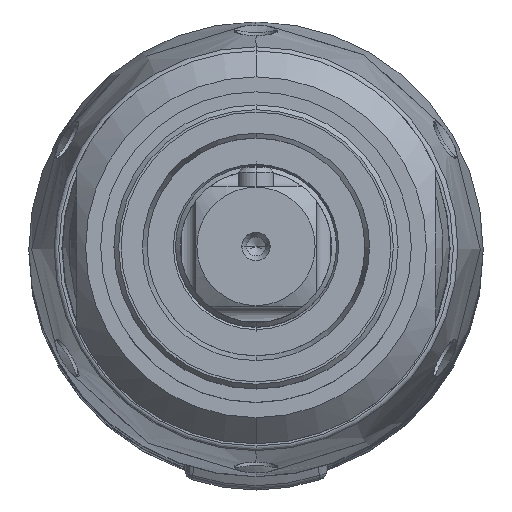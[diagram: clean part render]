
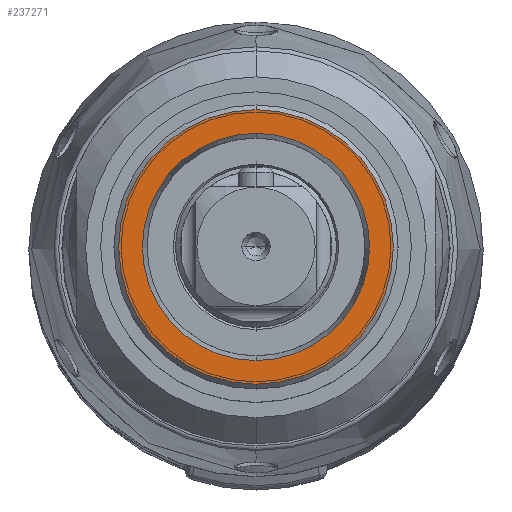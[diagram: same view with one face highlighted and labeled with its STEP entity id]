
A CAD part, top view. The second image highlights one B-rep face of the part: STEP entity #237271.
In plain terms, the highlighted planar face has unit normal (0, 0, 1).
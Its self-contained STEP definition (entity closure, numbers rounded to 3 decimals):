
#236491=CARTESIAN_POINT('',(0.,0.,80.7));
#236492=DIRECTION('',(0.,0.,1.));
#236493=DIRECTION('',(0.,1.,0.));
#236494=AXIS2_PLACEMENT_3D('',#236491,#236492,#236493);
#236509=CARTESIAN_POINT('',(0.,0.,80.7));
#236510=DIRECTION('',(0.,0.,-1.));
#236511=DIRECTION('',(0.,1.,0.));
#236512=AXIS2_PLACEMENT_3D('',#236509,#236510,#236511);
#236514=CARTESIAN_POINT('',(0.,0.,80.7));
#236515=DIRECTION('',(0.,0.,-1.));
#236516=DIRECTION('',(0.,-1.,0.));
#236517=AXIS2_PLACEMENT_3D('',#236514,#236515,#236516);
#236519=CARTESIAN_POINT('',(0.,0.,80.7));
#236520=DIRECTION('',(0.,0.,-1.));
#236521=DIRECTION('',(0.,1.,0.));
#236522=AXIS2_PLACEMENT_3D('',#236519,#236520,#236521);
#236815=CARTESIAN_POINT('',(0.,14.5,80.7));
#236816=CARTESIAN_POINT('',(0.,-14.5,80.7));
#236817=VERTEX_POINT('',#236815);
#236818=VERTEX_POINT('',#236816);
#236863=CARTESIAN_POINT('',(0.,12.,80.7));
#236864=CARTESIAN_POINT('',(0.,-12.,80.7));
#236865=VERTEX_POINT('',#236863);
#236866=VERTEX_POINT('',#236864);
#237255=CARTESIAN_POINT('',(0.,0.,80.7));
#237256=DIRECTION('',(0.,0.,-1.));
#237257=DIRECTION('',(0.,-1.,0.));
#237258=AXIS2_PLACEMENT_3D('',#237255,#237256,#237257);
#237259=PLANE('',#237258);
#237260=ORIENTED_EDGE('',*,*,#237245,.F.);
#237262=ORIENTED_EDGE('',*,*,#237261,.T.);
#237263=EDGE_LOOP('',(#237260,#237262));
#237264=FACE_OUTER_BOUND('',#237263,.F.);
#237266=ORIENTED_EDGE('',*,*,#237265,.F.);
#237268=ORIENTED_EDGE('',*,*,#237267,.F.);
#237269=EDGE_LOOP('',(#237266,#237268));
#237270=FACE_BOUND('',#237269,.F.);
#237271=ADVANCED_FACE('',(#237264,#237270),#237259,.F.);
#236495=CIRCLE('',#236494,14.5);
#236513=CIRCLE('',#236512,12.);
#236518=CIRCLE('',#236517,12.);
#236523=CIRCLE('',#236522,14.5);
#237245=EDGE_CURVE('',#236817,#236818,#236495,.T.);
#237261=EDGE_CURVE('',#236817,#236818,#236523,.T.);
#237265=EDGE_CURVE('',#236865,#236866,#236513,.T.);
#237267=EDGE_CURVE('',#236866,#236865,#236518,.T.);
